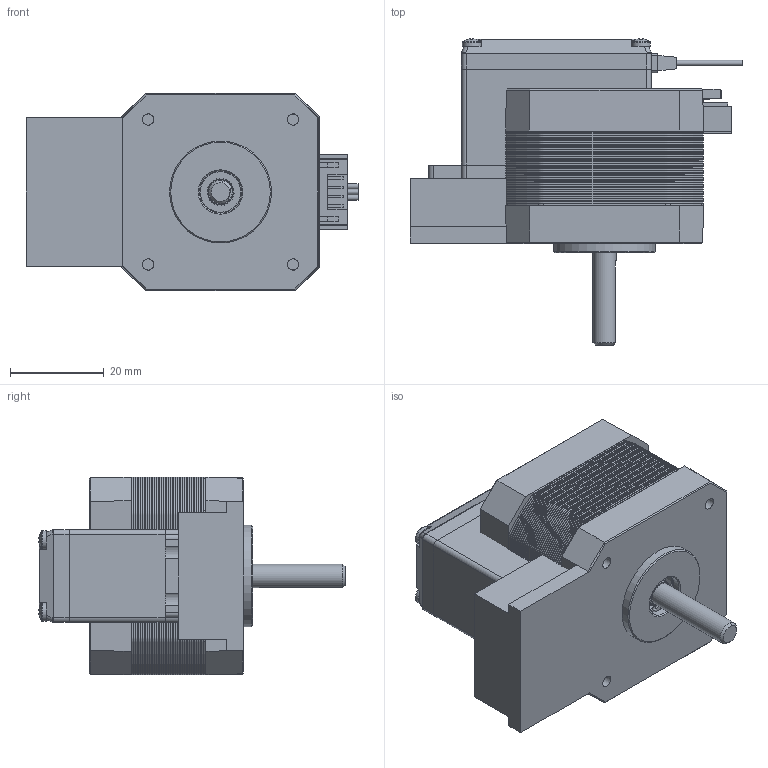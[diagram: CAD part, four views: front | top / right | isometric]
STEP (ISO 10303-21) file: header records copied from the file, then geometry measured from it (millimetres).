
FILE_DESCRIPTION(/* description */ (''),/* implementation_level */ '2;1');
FILE_NAME(/* name */ 'Servo_unterbau_nussknack_v1.step',/* time_stamp */ '2025-03-29T15:31:20+01:00',/* author */ (''),/* organization */ (''),/* preprocessor_version */ 'ST-DEVELOPER v20.1',/* originating_system */ 'Autodesk Translation Framework v14.4.0.0',/* authorisation */ '');
FILE_SCHEMA (('AUTOMOTIVE_DESIGN { 1 0 10303 214 3 1 1 }'));
Products named in the file (25): Servo_unterbau_nussknack; TOWER PRO MG-995, ANALOG SERVO; TOWER PRO MG-995, ANALOG SERVO, BODY, TOP; TOWER PRO MG-995, ANALOG SERVO, BODY, MIDDLE; TOWER PRO MG-995, ANALOG SERVO, BODY, BOTTOM; TOWER PRO MG-995, ANALOG SERVO, CONNECTOR; TOWER PRO MG-995, ANALOG SERVO, SHAFT; pan cross head_am_B18.6.7M - M2 x 0; Unterbau; Nema 17 Stepper Motor; Nema 17 Top Cap; BS 3469 - 02 - 5 x 16 x 5; Nema 17 Plastic Spacer 2; Nema 17 Plastic Spacer 1; Nema 17 shaft; ANSI B27.7 - 53; Nema 17 Base Cap; Nema 17 Central Spacer; Nema 17 Stator Face; Nema 17 plastic; S6B-PH-K-S; EN ISO 7045 - M3 x 25H; Nema 17 plastic protector; Nema 17 PCB; Nema 17 Sprung Washer
Assembly tree (31 placements, depth 3):
  Servo_unterbau_nussknack
    TOWER PRO MG-995, ANALOG SERVO
      TOWER PRO MG-995, ANALOG SERVO, BODY, TOP
      TOWER PRO MG-995, ANALOG SERVO, BODY, MIDDLE
      TOWER PRO MG-995, ANALOG SERVO, BODY, BOTTOM
      TOWER PRO MG-995, ANALOG SERVO, CONNECTOR
      TOWER PRO MG-995, ANALOG SERVO, SHAFT
      pan cross head_am_B18.6.7M - M2 x 0  x4
    Unterbau
    Nema 17 Stepper Motor
      Nema 17 Top Cap
      BS 3469 - 02 - 5 x 16 x 5  x2
      Nema 17 Plastic Spacer 2
      Nema 17 Plastic Spacer 1
      Nema 17 shaft
      ANSI B27.7 - 53
      Nema 17 Base Cap
      Nema 17 Central Spacer
      Nema 17 Stator Face
      Nema 17 plastic
      S6B-PH-K-S
      EN ISO 7045 - M3 x 25H  x4
      Nema 17 plastic protector
      Nema 17 PCB
      Nema 17 Sprung Washer
Bounding box: 71 x 65.48 x 42.31 mm (x, y, z)
Volume: 71225.5 mm3; surface area: 66728.2 mm2
Topology: 61 solids, 61 shells, 2763 faces, 7470 edges, 4926 vertices
Faces by surface type: cylinder 1398, plane 1177, cone 114, torus 36, sphere 20, bspline 18
Full cylindrical faces by diameter (mm): 1.2 x9, 1.4 x2, 1.5 x16, 1.6 x1, 1.8 x4, 2 x4, 2.2 x4, 2.459 x8, 2.729 x4, 3 x4, 3.4 x8, 4 x5, 5 x9, 5.3 x1, 6 x5, 7.75 x1, 8.667 x2, 9 x3, 11 x1, 11.2 x1, 12 x2, 12.333 x2, 12.8 x1, 15.5 x1, 16 x4, 21.8 x2, 24 x1, 26 x2
Entity records: 85365 total; most frequent: CARTESIAN_POINT 15606, DIRECTION 15278, ORIENTED_EDGE 14224, EDGE_CURVE 7112, AXIS2_PLACEMENT_3D 5707, VERTEX_POINT 4715, LINE 3864, VECTOR 3864
